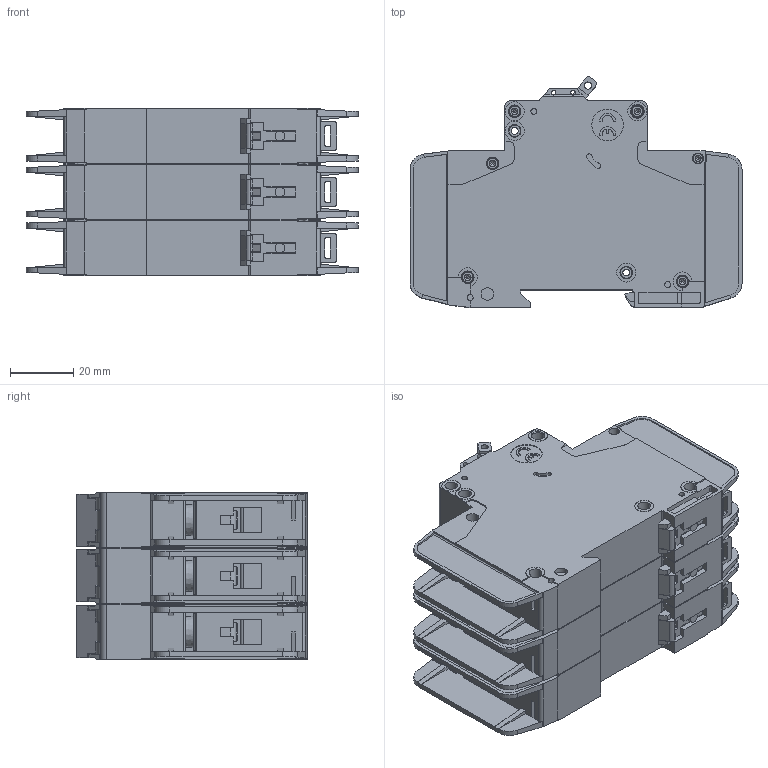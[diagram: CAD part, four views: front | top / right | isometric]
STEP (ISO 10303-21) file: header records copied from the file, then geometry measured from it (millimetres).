
FILE_DESCRIPTION (( 'STEP AP214' ), '1' );
FILE_NAME ('FAZ-C0P5-3-NA-L.step', '2019-10-23T16:39:01', ( '' ), ( '' ), 'SwSTEP 2.0', 'SolidWorks 2019', '' );
FILE_SCHEMA (( 'AUTOMOTIVE_DESIGN' ));
Length unit declared in the file: inch
Products named in the file (1): FAZ-C0P5-3-NA-L
Bounding box: 105 x 73.04 x 53.1 mm (x, y, z)
Volume: 230196.6 mm3; surface area: 79365.2 mm2
Topology: 3 solids, 18 shells, 3381 faces, 9285 edges, 6021 vertices
Faces by surface type: plane 2013, cylinder 1071, bspline 150, cone 147
Entity records: 114379 total; most frequent: CARTESIAN_POINT 29616, ORIENTED_EDGE 18474, DIRECTION 16694, EDGE_CURVE 9237, VERTEX_POINT 6021, VECTOR 6012, LINE 6012, AXIS2_PLACEMENT_3D 5341
